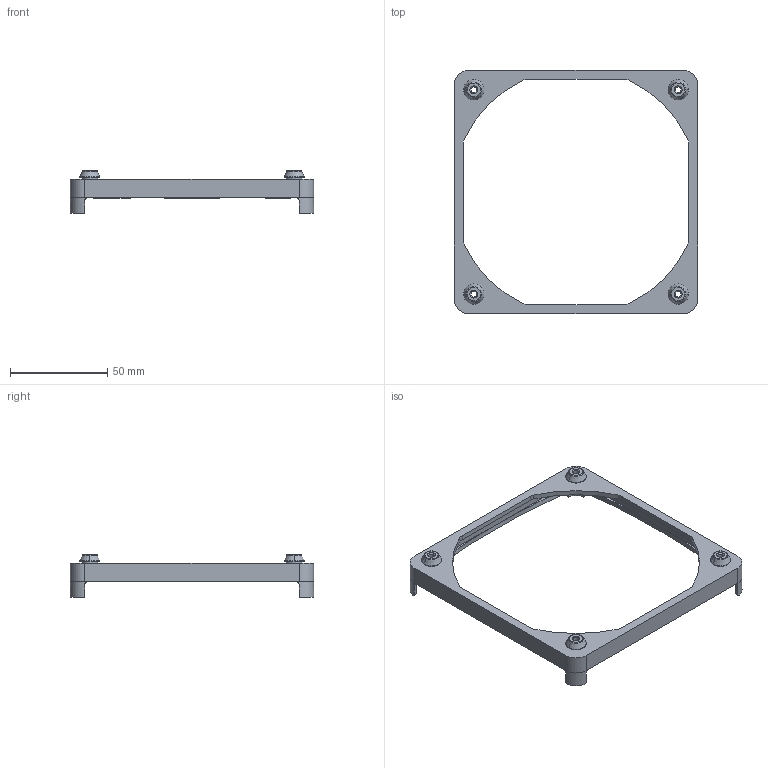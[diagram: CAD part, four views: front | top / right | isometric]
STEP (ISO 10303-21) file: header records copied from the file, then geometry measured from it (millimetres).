
FILE_DESCRIPTION((''),'2;1');
FILE_NAME('LM-119-40-10-F.stp','2012-05-02T22:22:44',(''),(''),'Mechanical Desktop.R8.0.24.0','Mechanical Desktop.R8.0.24.0',', , ');
FILE_SCHEMA(('CONFIG_CONTROL_DESIGN'));
Length unit declared in the file: millimetre
Products named in the file (2): LM-119-40-10-F OVA; LM-119-40-10-F OV
Assembly tree (1 placements, depth 2):
  LM-119-40-10-F OVA
    LM-119-40-10-F OV
Bounding box: 125 x 125 x 22 mm (x, y, z)
Volume: 21832.9 mm3; surface area: 18895.9 mm2
Topology: 1 solids, 1 shells, 2004 faces, 5626 edges, 3715 vertices
Faces by surface type: bspline 1455, plane 370, cylinder 119, torus 28, sphere 16, cone 16
Entity records: 73088 total; most frequent: CARTESIAN_POINT 31234, ORIENTED_EDGE 11220, EDGE_CURVE 5610, DIRECTION 4117, VERTEX_POINT 3715, B_SPLINE_CURVE_WITH_KNOTS 2926, VECTOR 2353, LINE 2353
